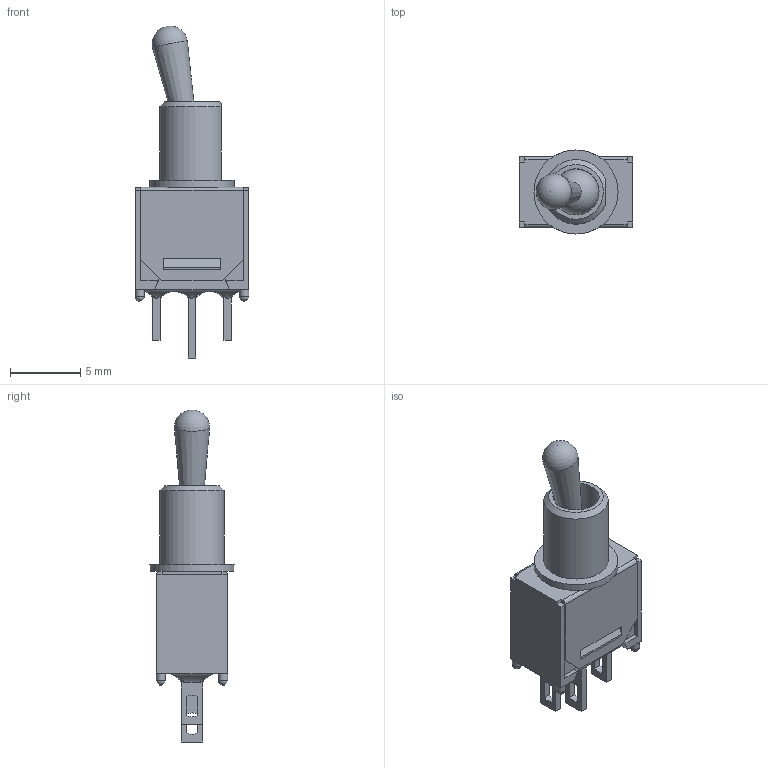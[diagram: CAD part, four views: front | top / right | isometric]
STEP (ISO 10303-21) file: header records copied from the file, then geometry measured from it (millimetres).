
FILE_DESCRIPTION(/* description */ (''),/* implementation_level */ '2;1');
FILE_NAME(/* name */ '200MSPxT2B1M1xE.stp',/* time_stamp */ '2022-06-08T08:50:12-05:00',/* author */ ('mwilliams'),/* organization */ (''),/* preprocessor_version */ 'ST-DEVELOPER v18',/* originating_system */ 'Autodesk Inventor 2020',/* authorisation */ '');
FILE_SCHEMA (('AUTOMOTIVE_DESIGN { 1 0 10303 214 3 1 1 }'));
Length unit declared in the file: inch
Products named in the file (1): T211037_Shrinkwrap_1
Bounding box: 8.13 x 6 x 23.71 mm (x, y, z)
Volume: 402.4 mm3; surface area: 745.8 mm2
Topology: 1 solids, 1 shells, 135 faces, 386 edges, 246 vertices
Faces by surface type: plane 98, cylinder 21, bspline 8, sphere 6, cone 2
Full cylindrical faces by diameter (mm): 0.65 x4, 3.3 x1, 6 x1
Entity records: 4911 total; most frequent: CARTESIAN_POINT 1412, ORIENTED_EDGE 760, DIRECTION 654, EDGE_CURVE 380, LINE 272, VECTOR 272, VERTEX_POINT 246, AXIS2_PLACEMENT_3D 191
